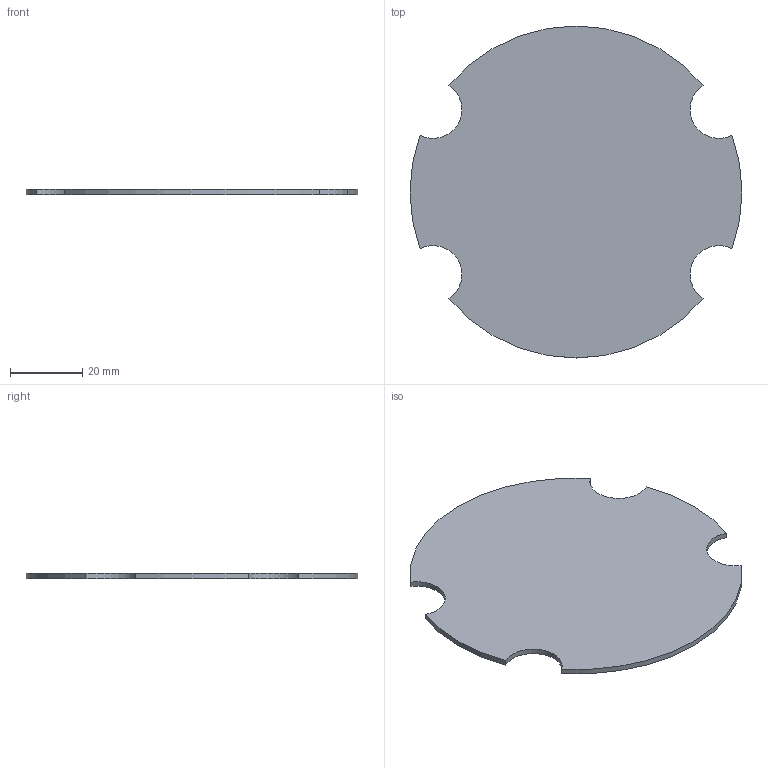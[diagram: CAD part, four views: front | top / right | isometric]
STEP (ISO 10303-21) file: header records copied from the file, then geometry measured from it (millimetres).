
FILE_DESCRIPTION(/* description */ (''),/* implementation_level */ '2;1');
FILE_NAME(/* name */ 'base_layer_pcb v3.step',/* time_stamp */ '2022-08-18T21:55:19+03:00',/* author */ (''),/* organization */ (''),/* preprocessor_version */ 'ST-DEVELOPER v18.1',/* originating_system */ 'Autodesk Translation Framework v10.14.0.1471',/* authorisation */ '');
FILE_SCHEMA (('AUTOMOTIVE_DESIGN { 1 0 10303 214 3 1 1 }'));
Length unit declared in the file: millimetre
Products named in the file (7): base_layer_psb; Board; 1-copper; 16-copper; 1-soldermask; 16-soldermask; Packages
Assembly tree (6 placements, depth 2):
  base_layer_psb
    Board
    1-copper
    16-copper
    1-soldermask
    16-soldermask
    Packages
Bounding box: 92 x 92 x 1.5 mm (x, y, z)
Volume: 9366.5 mm3; surface area: 12971.3 mm2
Topology: 1 solids, 1 shells, 10 faces, 24 edges, 16 vertices
Faces by surface type: cylinder 8, plane 2
Entity records: 542 total; most frequent: DIRECTION 88, CARTESIAN_POINT 64, ORIENTED_EDGE 48, AXIS2_PLACEMENT_3D 40, EDGE_CURVE 24, CIRCLE 16, VERTEX_POINT 16, PRODUCT_DEFINITION_SHAPE 13
